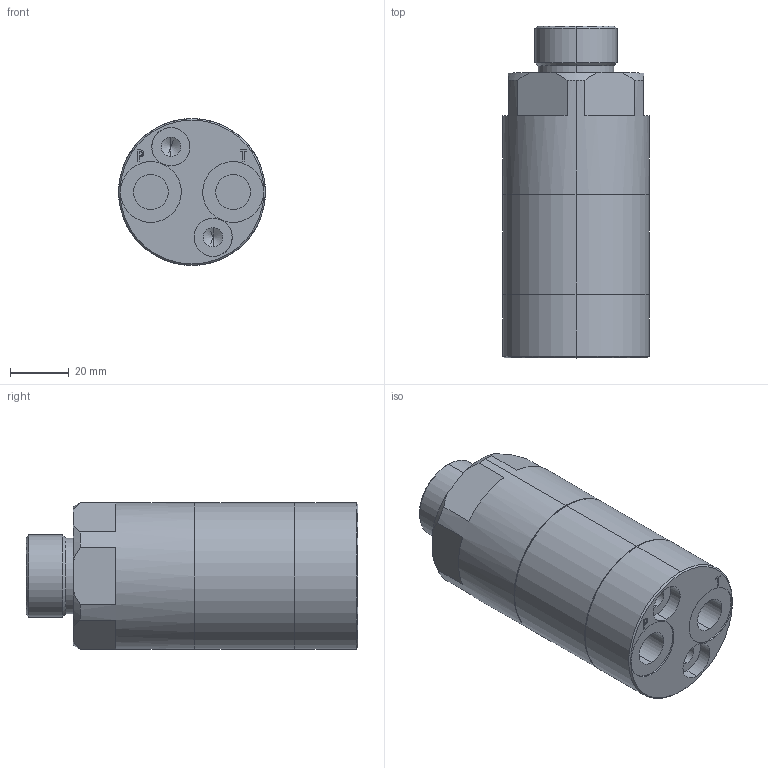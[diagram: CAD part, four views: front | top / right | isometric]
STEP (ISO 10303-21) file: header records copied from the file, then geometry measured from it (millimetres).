
FILE_DESCRIPTION (( 'STEP AP214' ), '1' );
FILE_NAME ('MVI-MP-4.0.STEP', '2025-08-06T18:48:26', ( '' ), ( '' ), 'SwSTEP 2.0', 'SolidWorks 2024', '' );
FILE_SCHEMA (( 'AUTOMOTIVE_DESIGN' ));
Length unit declared in the file: millimetre
Products named in the file (1): MVI-MP-4.0
Bounding box: 50 x 113 x 50 mm (x, y, z)
Volume: 189740.1 mm3; surface area: 23357.3 mm2
Topology: 1 solids, 1 shells, 107 faces, 260 edges, 167 vertices
Faces by surface type: plane 46, cylinder 34, cone 19, bspline 8
Entity records: 3452 total; most frequent: CARTESIAN_POINT 919, DIRECTION 527, ORIENTED_EDGE 512, EDGE_CURVE 256, AXIS2_PLACEMENT_3D 199, VERTEX_POINT 167, LINE 129, VECTOR 129
